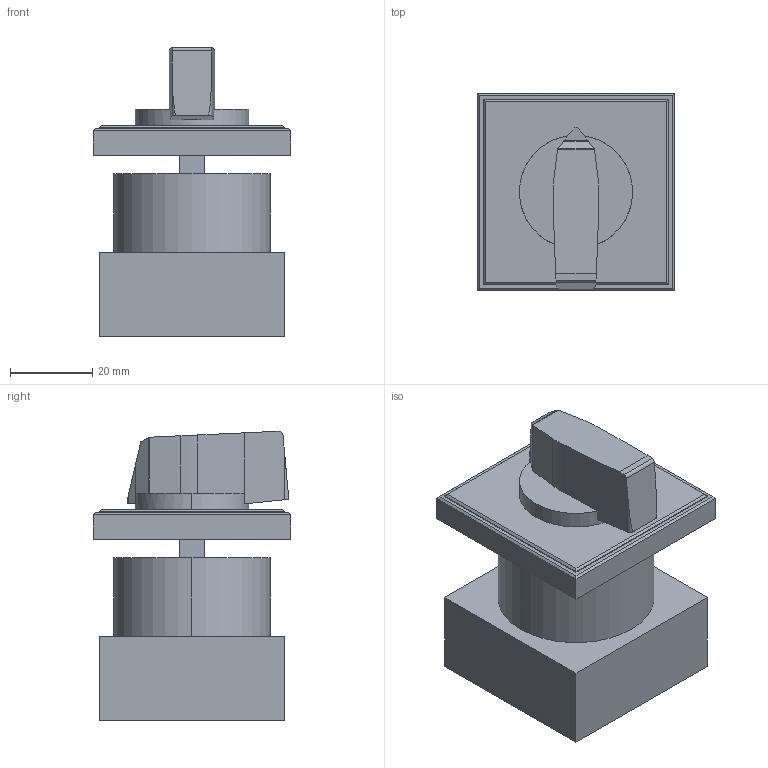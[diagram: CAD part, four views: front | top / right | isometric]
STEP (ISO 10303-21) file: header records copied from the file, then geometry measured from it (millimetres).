
FILE_DESCRIPTION((''),'2;1');
FILE_NAME('3d_GX2091U.stp','2012-10-02T14:43:11',(''),(''),'Mechanical Desktop 2011','Mechanical Desktop 2011',', , ');
FILE_SCHEMA(('CONFIG_CONTROL_DESIGN'));
Length unit declared in the file: millimetre
Products named in the file (1): Product
Bounding box: 48 x 48 x 70.2 mm (x, y, z)
Volume: 87602.6 mm3; surface area: 25540.6 mm2
Topology: 6 solids, 6 shells, 78 faces, 318 edges, 386 vertices
Faces by surface type: plane 51, cylinder 15, bspline 12
Entity records: 3108 total; most frequent: CARTESIAN_POINT 685, DIRECTION 492, ORIENTED_EDGE 368, VECTOR 278, LINE 278, EDGE_CURVE 184, TRIMMED_CURVE 134, VERTEX_POINT 118
